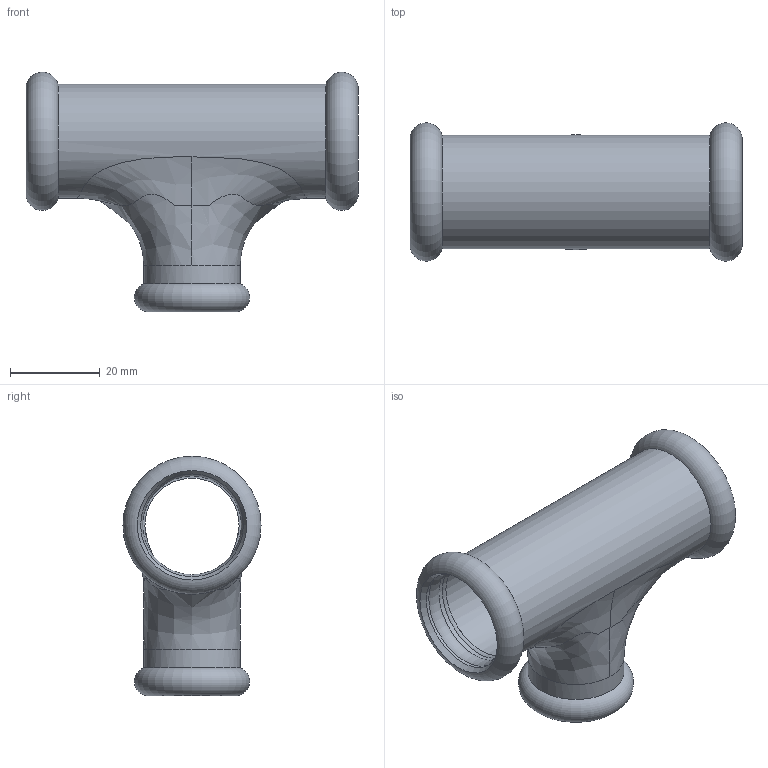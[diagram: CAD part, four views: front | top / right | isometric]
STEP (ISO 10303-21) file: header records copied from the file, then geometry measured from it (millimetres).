
FILE_DESCRIPTION(/* description */ ('TEE RIDOTTO STEELPRES 22-18-22 idroformato'),/* implementation_level */ '2;1');
FILE_NAME(/* name */ '392022018_Steelpres.stp',/* time_stamp */ '2022-10-24T15:14:07+02:00',/* author */ ('Vault'),/* organization */ ('Raccorderie metalliche s.p.a. '),/* preprocessor_version */ 'ST-DEVELOPER v18.1',/* originating_system */ 'Autodesk Inventor 2020',/* authorisation */ 'Raccorderie metalliche s.p.a. ');
FILE_SCHEMA (('AUTOMOTIVE_DESIGN { 1 0 10303 214 3 1 1 }'));
Length unit declared in the file: millimetre
Products named in the file (1): 392022018I_Steelpres
Bounding box: 74 x 30.79 x 53.39 mm (x, y, z)
Volume: 15449.9 mm3; surface area: 14921.6 mm2
Topology: 1 solids, 1 shells, 42 faces, 135 edges, 90 vertices
Faces by surface type: cylinder 12, bspline 12, torus 9, plane 6, cone 3
Full cylindrical faces by diameter (mm): 18.324 x1, 18.7 x2, 21.4 x1, 22.3 x2, 22.9 x4, 25.4 x1
Entity records: 3549 total; most frequent: CARTESIAN_POINT 2391, ORIENTED_EDGE 262, DIRECTION 212, EDGE_CURVE 131, AXIS2_PLACEMENT_3D 99, VERTEX_POINT 90, CIRCLE 68, B_SPLINE_CURVE_WITH_KNOTS 49
